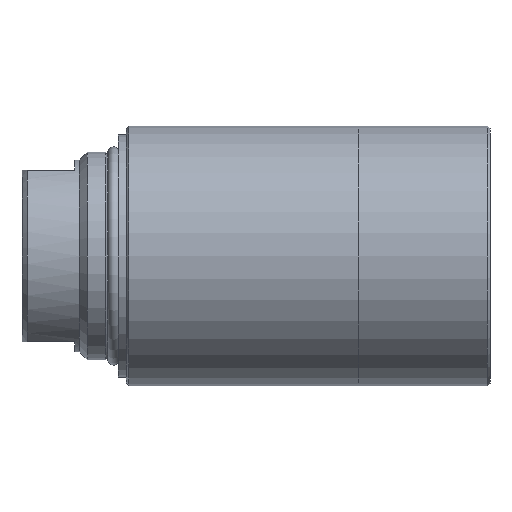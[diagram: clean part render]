
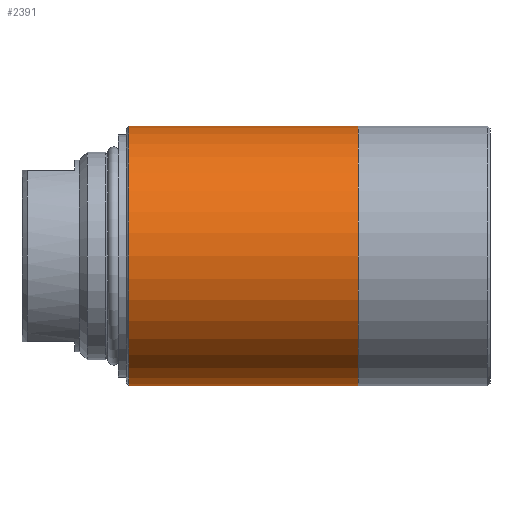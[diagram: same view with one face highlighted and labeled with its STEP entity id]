
A CAD part, front view. The second image highlights one B-rep face of the part: STEP entity #2391.
In plain terms, the highlighted cylindrical face has radius 25.019 mm (diameter 50.038 mm), a full revolution.
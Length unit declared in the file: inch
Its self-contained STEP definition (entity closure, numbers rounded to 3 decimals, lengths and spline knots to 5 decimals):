
#90=CARTESIAN_POINT('',(2.552,-0.985,0.));
#91=VERTEX_POINT('',#90);
#92=CARTESIAN_POINT('',(2.552,0.0,0.0));
#93=DIRECTION('',(-1.0,0.0,0.0));
#94=DIRECTION('',(0.0,1.0,0.0));
#95=AXIS2_PLACEMENT_3D('',#92,#93,#94);
#96=CIRCLE('',#95,0.985);
#97=EDGE_CURVE('',#91,#91,#96,.T.);
#2372=CARTESIAN_POINT('',(2.172,0.0,0.0));
#2373=DIRECTION('',(1.0,0.0,0.0));
#2374=DIRECTION('',(0.0,1.0,0.0));
#2375=AXIS2_PLACEMENT_3D('',#2372,#2373,#2374);
#2376=CYLINDRICAL_SURFACE('',#2375,0.985);
#2377=ORIENTED_EDGE('',*,*,#97,.T.);
#2378=EDGE_LOOP('',(#2377));
#2379=FACE_OUTER_BOUND('',#2378,.T.);
#2380=CARTESIAN_POINT('',(0.812,0.985,0.));
#2381=VERTEX_POINT('',#2380);
#2382=CARTESIAN_POINT('',(0.812,0.0,0.0));
#2383=DIRECTION('',(-1.0,0.0,0.0));
#2384=DIRECTION('',(0.0,-1.0,0.0));
#2385=AXIS2_PLACEMENT_3D('',#2382,#2383,#2384);
#2386=CIRCLE('',#2385,0.985);
#2387=EDGE_CURVE('',#2381,#2381,#2386,.T.);
#2388=ORIENTED_EDGE('',*,*,#2387,.F.);
#2389=EDGE_LOOP('',(#2388));
#2390=FACE_BOUND('',#2389,.T.);
#2391=ADVANCED_FACE('',(#2379,#2390),#2376,.T.);
